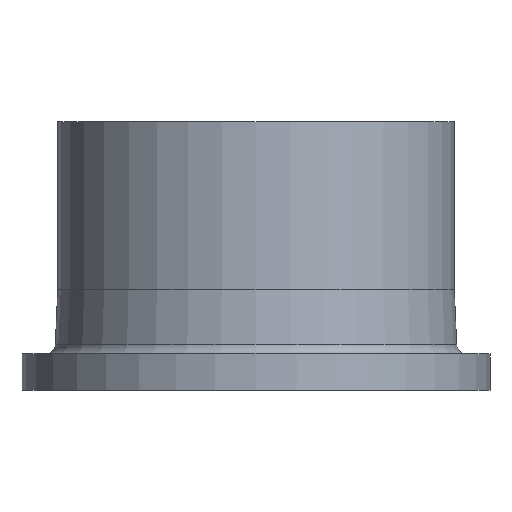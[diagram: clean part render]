
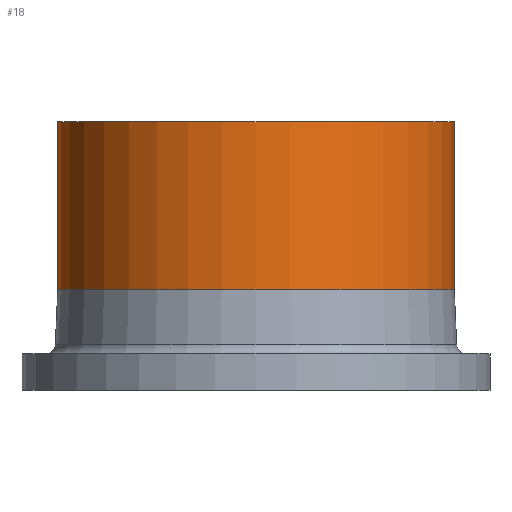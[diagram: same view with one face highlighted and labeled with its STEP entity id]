
A CAD part, front view. The second image highlights one B-rep face of the part: STEP entity #18.
In plain terms, the highlighted cylindrical face has radius 250 mm (diameter 500 mm), a partial arc.
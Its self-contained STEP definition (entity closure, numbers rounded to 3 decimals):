
#3 = AXIS2_PLACEMENT_3D ( 'NONE', #363, #430, #372 ) ;
#4 = CARTESIAN_POINT ( 'NONE',  ( -250., 0., 339. ) ) ;
#9 = CARTESIAN_POINT ( 'NONE',  ( 250., 0., 339. ) ) ;
#10 = CYLINDRICAL_SURFACE ( 'NONE', #444, 250. ) ;
#17 = CARTESIAN_POINT ( 'NONE',  ( 0., 0., 127. ) ) ;
#18 = ADVANCED_FACE ( 'NONE', ( #303 ), #10, .T. ) ;
#25 = EDGE_CURVE ( 'NONE', #402, #469, #192, .T. ) ;
#35 = VERTEX_POINT ( 'NONE', #4 ) ;
#45 = VECTOR ( 'NONE', #301, 1000. ) ;
#74 = CARTESIAN_POINT ( 'NONE',  ( -250., 0., 127. ) ) ;
#79 = CIRCLE ( 'NONE', #159, 250. ) ;
#108 = ORIENTED_EDGE ( 'NONE', *, *, #381, .T. ) ;
#149 = ORIENTED_EDGE ( 'NONE', *, *, #195, .T. ) ;
#159 = AXIS2_PLACEMENT_3D ( 'NONE', #17, #360, #298 ) ;
#163 = EDGE_CURVE ( 'NONE', #469, #397, #79, .T. ) ;
#170 = ORIENTED_EDGE ( 'NONE', *, *, #163, .F. ) ;
#182 = CARTESIAN_POINT ( 'NONE',  ( -250., 0., 0. ) ) ;
#190 = CARTESIAN_POINT ( 'NONE',  ( 250., 0., 0. ) ) ;
#192 = LINE ( 'NONE', #190, #202 ) ;
#195 = EDGE_CURVE ( 'NONE', #402, #35, #279, .T. ) ;
#202 = VECTOR ( 'NONE', #311, 1000. ) ;
#260 = CARTESIAN_POINT ( 'NONE',  ( 250., 0., 127. ) ) ;
#279 = CIRCLE ( 'NONE', #3, 250. ) ;
#298 = DIRECTION ( 'NONE',  ( -1., 0., 0. ) ) ;
#300 = CARTESIAN_POINT ( 'NONE',  ( 0., 0., 0. ) ) ;
#301 = DIRECTION ( 'NONE',  ( 0., 0., -1. ) ) ;
#303 = FACE_OUTER_BOUND ( 'NONE', #436, .T. ) ;
#311 = DIRECTION ( 'NONE',  ( 0., 0., -1. ) ) ;
#336 = LINE ( 'NONE', #182, #45 ) ;
#360 = DIRECTION ( 'NONE',  ( 0., 0., -1. ) ) ;
#363 = CARTESIAN_POINT ( 'NONE',  ( 0., 0., 339. ) ) ;
#372 = DIRECTION ( 'NONE',  ( -1., 0., 0. ) ) ;
#381 = EDGE_CURVE ( 'NONE', #35, #397, #336, .T. ) ;
#397 = VERTEX_POINT ( 'NONE', #74 ) ;
#402 = VERTEX_POINT ( 'NONE', #9 ) ;
#411 = ORIENTED_EDGE ( 'NONE', *, *, #25, .F. ) ;
#417 = DIRECTION ( 'NONE',  ( -1., 0., 0. ) ) ;
#430 = DIRECTION ( 'NONE',  ( 0., 0., -1. ) ) ;
#436 = EDGE_LOOP ( 'NONE', ( #411, #149, #108, #170 ) ) ;
#444 = AXIS2_PLACEMENT_3D ( 'NONE', #300, #445, #417 ) ;
#445 = DIRECTION ( 'NONE',  ( 0., 0., -1. ) ) ;
#469 = VERTEX_POINT ( 'NONE', #260 ) ;
